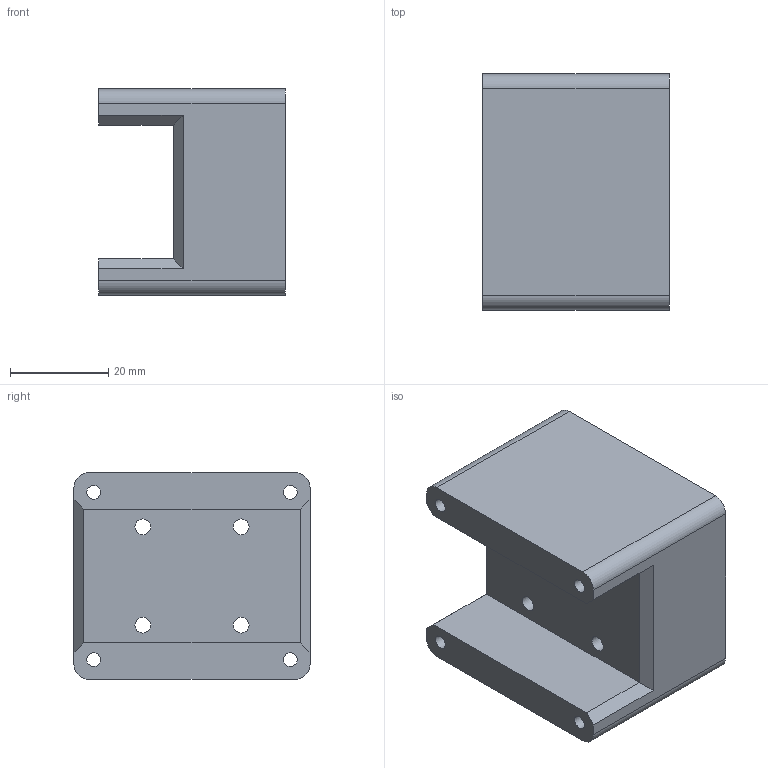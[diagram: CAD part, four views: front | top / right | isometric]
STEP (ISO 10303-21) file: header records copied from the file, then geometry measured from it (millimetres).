
FILE_DESCRIPTION(('FreeCAD Model'),'2;1');
FILE_NAME('Open CASCADE Shape Model','2022-04-23T11:36:28',('Author'),( ''),'Open CASCADE STEP processor 7.5','FreeCAD','Unknown');
FILE_SCHEMA(('AUTOMOTIVE_DESIGN { 1 0 10303 214 1 1 1 1 }'));
Length unit declared in the file: millimetre
Products named in the file (1): carriage-adapter
Bounding box: 38 x 48 x 42 mm (x, y, z)
Volume: 52354.3 mm3; surface area: 14543.3 mm2
Topology: 1 solids, 1 shells, 48 faces, 116 edges, 76 vertices
Faces by surface type: plane 26, cylinder 22
Full cylindrical faces by diameter (mm): 2.8 x6, 3.2 x4, 6.4 x4
Entity records: 2956 total; most frequent: CARTESIAN_POINT 517, DIRECTION 456, ORIENTED_EDGE 232, PCURVE 232, DEFINITIONAL_REPRESENTATION 232, LINE 228, VECTOR 228, EDGE_CURVE 116
